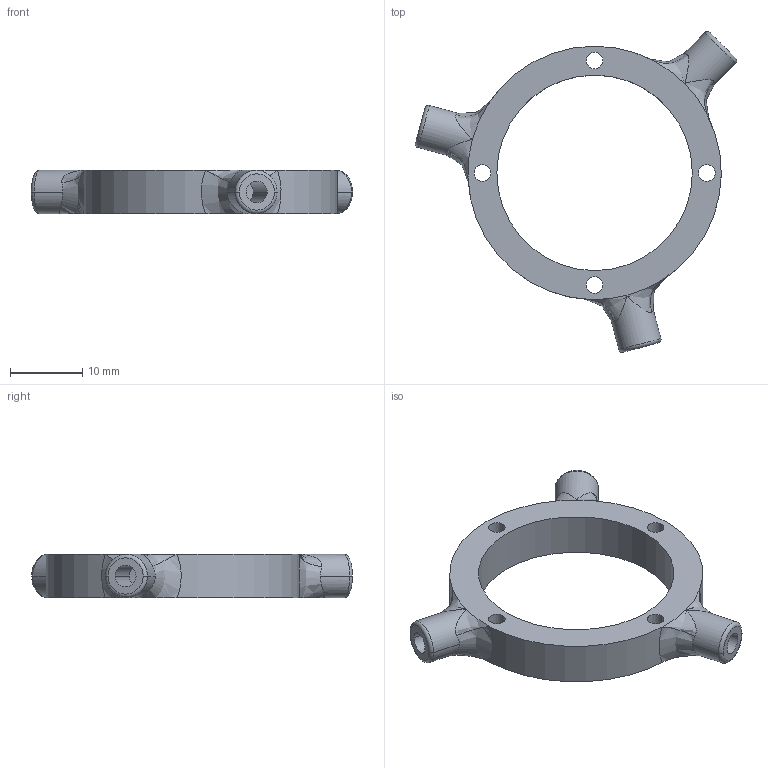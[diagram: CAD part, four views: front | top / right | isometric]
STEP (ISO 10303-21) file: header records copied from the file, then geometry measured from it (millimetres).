
FILE_DESCRIPTION (( 'STEP AP203' ), '1' );
FILE_NAME ('support_moteur_Défaut_sldprt.STEP', '2024-02-29T09:19:58', ( '' ), ( '' ), 'SwSTEP 2.0', 'SolidWorks 2023', '' );
FILE_SCHEMA (( 'CONFIG_CONTROL_DESIGN' ));
Length unit declared in the file: millimetre
Products named in the file (1): support_moteur_Défaut_sldprt
Bounding box: 44.36 x 44.29 x 6 mm (x, y, z)
Volume: 2792.8 mm3; surface area: 2700.3 mm2
Topology: 1 solids, 1 shells, 48 faces, 123 edges, 80 vertices
Faces by surface type: cylinder 28, bspline 9, torus 6, plane 5
Entity records: 2949 total; most frequent: CARTESIAN_POINT 1734, ORIENTED_EDGE 246, DIRECTION 226, EDGE_CURVE 123, AXIS2_PLACEMENT_3D 99, VERTEX_POINT 80, EDGE_LOOP 61, CIRCLE 59
